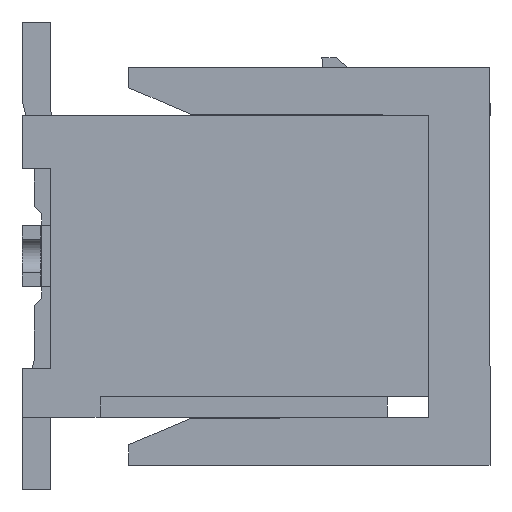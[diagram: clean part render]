
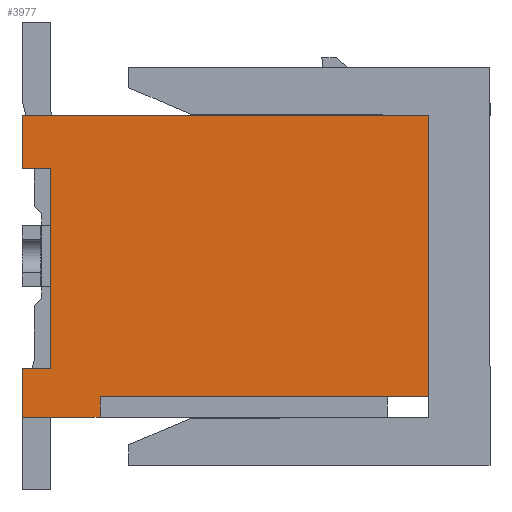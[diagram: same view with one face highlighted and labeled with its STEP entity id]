
A CAD part, left-side view. The second image highlights one B-rep face of the part: STEP entity #3977.
In plain terms, the highlighted planar face has unit normal (-1, 0, 0).
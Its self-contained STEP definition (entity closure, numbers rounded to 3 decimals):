
#377=ORIENTED_EDGE('',*,*,#1388,.F.);
#378=ORIENTED_EDGE('',*,*,#1386,.F.);
#379=ORIENTED_EDGE('',*,*,#1482,.F.);
#380=ORIENTED_EDGE('',*,*,#1483,.F.);
#381=ORIENTED_EDGE('',*,*,#1471,.T.);
#382=ORIENTED_EDGE('',*,*,#1275,.T.);
#383=ORIENTED_EDGE('',*,*,#1484,.T.);
#384=ORIENTED_EDGE('',*,*,#1352,.F.);
#385=ORIENTED_EDGE('',*,*,#1356,.F.);
#386=ORIENTED_EDGE('',*,*,#1298,.F.);
#1275=EDGE_CURVE('',#1857,#1856,#2240,.T.);
#1298=EDGE_CURVE('',#1879,#1880,#2263,.T.);
#1352=EDGE_CURVE('',#1928,#1929,#2317,.T.);
#1356=EDGE_CURVE('',#1880,#1928,#2321,.T.);
#1386=EDGE_CURVE('',#1954,#1948,#2351,.T.);
#1388=EDGE_CURVE('',#1948,#1879,#2352,.T.);
#1471=EDGE_CURVE('',#2015,#1857,#2435,.T.);
#1482=EDGE_CURVE('',#2020,#1954,#2446,.T.);
#1483=EDGE_CURVE('',#2015,#2020,#2447,.T.);
#1484=EDGE_CURVE('',#1856,#1929,#2448,.T.);
#1856=VERTEX_POINT('',#5688);
#1857=VERTEX_POINT('',#5690);
#1879=VERTEX_POINT('',#5735);
#1880=VERTEX_POINT('',#5737);
#1928=VERTEX_POINT('',#5844);
#1929=VERTEX_POINT('',#5846);
#1948=VERTEX_POINT('',#5898);
#1954=VERTEX_POINT('',#5910);
#2015=VERTEX_POINT('',#6065);
#2020=VERTEX_POINT('',#6083);
#2240=LINE('',#5689,#2805);
#2263=LINE('',#5736,#2828);
#2317=LINE('',#5845,#2882);
#2321=LINE('',#5852,#2886);
#2351=LINE('',#5911,#2916);
#2352=LINE('',#5914,#2917);
#2435=LINE('',#6064,#3000);
#2446=LINE('',#6084,#3011);
#2447=LINE('',#6086,#3012);
#2448=LINE('',#6087,#3013);
#2805=VECTOR('',#4640,1000.);
#2828=VECTOR('',#4665,1000.);
#2882=VECTOR('',#4731,1000.);
#2886=VECTOR('',#4737,1000.);
#2916=VECTOR('',#4777,1000.);
#2917=VECTOR('',#4782,1000.);
#3000=VECTOR('',#4879,1000.);
#3011=VECTOR('',#4896,1000.);
#3012=VECTOR('',#4899,1000.);
#3013=VECTOR('',#4900,1000.);
#3368=EDGE_LOOP('',(#377,#378,#379,#380,#381,#382,#383,#384,#385,#386));
#3581=FACE_BOUND('',#3368,.T.);
#3784=PLANE('',#4398);
#3977=ADVANCED_FACE('',(#3581),#3784,.T.);
#4398=AXIS2_PLACEMENT_3D('',#6085,#4897,#4898);
#4640=DIRECTION('',(0.,0.,1.));
#4665=DIRECTION('',(0.,0.,1.));
#4731=DIRECTION('',(0.,0.,1.));
#4737=DIRECTION('',(0.,1.,0.));
#4777=DIRECTION('',(0.,0.,1.));
#4782=DIRECTION('',(0.,-1.,0.));
#4879=DIRECTION('',(0.,-1.,0.));
#4896=DIRECTION('',(0.,1.,0.));
#4897=DIRECTION('',(-1.,0.,0.));
#4898=DIRECTION('',(0.,0.,1.));
#4899=DIRECTION('',(0.,0.,-1.));
#4900=DIRECTION('',(0.,1.,0.));
#5688=CARTESIAN_POINT('',(-3.35,-4.95,3.68));
#5689=CARTESIAN_POINT('',(-3.35,-4.95,-3.68));
#5690=CARTESIAN_POINT('',(-3.35,-4.95,-3.18));
#5735=CARTESIAN_POINT('',(-3.35,4.25,-2.48));
#5736=CARTESIAN_POINT('',(-3.35,4.25,-2.48));
#5737=CARTESIAN_POINT('',(-3.35,4.25,2.37));
#5844=CARTESIAN_POINT('',(-3.35,4.95,2.37));
#5845=CARTESIAN_POINT('',(-3.35,4.95,-3.68));
#5846=CARTESIAN_POINT('',(-3.35,4.95,3.68));
#5852=CARTESIAN_POINT('',(-3.35,4.25,2.37));
#5898=CARTESIAN_POINT('',(-3.35,4.95,-2.48));
#5910=CARTESIAN_POINT('',(-3.35,4.95,-3.68));
#5911=CARTESIAN_POINT('',(-3.35,4.95,-3.68));
#5914=CARTESIAN_POINT('',(-3.35,4.95,-2.48));
#6064=CARTESIAN_POINT('',(-3.35,-4.95,-3.18));
#6065=CARTESIAN_POINT('',(-3.35,3.05,-3.18));
#6083=CARTESIAN_POINT('',(-3.35,3.05,-3.68));
#6084=CARTESIAN_POINT('',(-3.35,-4.95,-3.68));
#6085=CARTESIAN_POINT('',(-3.35,-4.95,-3.68));
#6086=CARTESIAN_POINT('',(-3.35,3.05,-3.18));
#6087=CARTESIAN_POINT('',(-3.35,-4.95,3.68));
